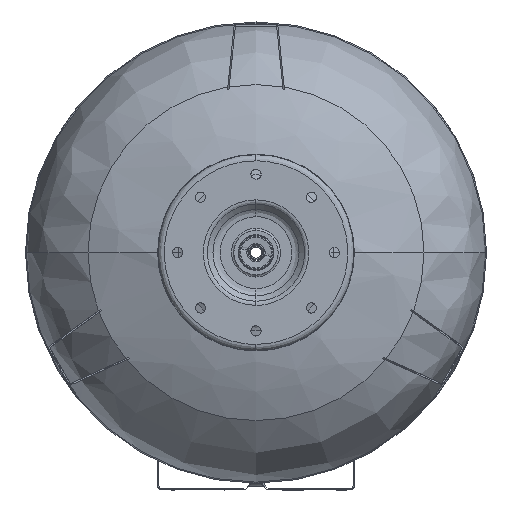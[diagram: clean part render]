
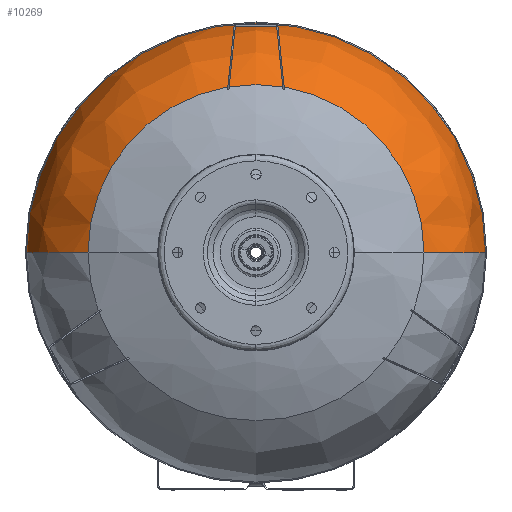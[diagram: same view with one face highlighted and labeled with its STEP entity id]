
A CAD part, front view. The second image highlights one B-rep face of the part: STEP entity #10269.
In plain terms, the highlighted free-form (B-spline) face has degree [3, 3] with [4, 4] control points.
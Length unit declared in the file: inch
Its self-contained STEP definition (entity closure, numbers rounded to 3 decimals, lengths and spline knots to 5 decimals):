
#166 = DIRECTION ( 'NONE',  ( 0., 0., 1. ) ) ;
#180 = CARTESIAN_POINT ( 'NONE',  ( -9.07759, -19.37008, 0. ) ) ;
#190 = DIRECTION ( 'NONE',  ( 0., 1., 0. ) ) ;
#371 = CARTESIAN_POINT ( 'NONE',  ( 12.40157, -13.91287, 24.80315 ) ) ;
#487 = ORIENTED_EDGE ( 'NONE', *, *, #602, .T. ) ;
#602 = EDGE_CURVE ( 'NONE', #813, #3321, #10847, .T. ) ;
#813 = VERTEX_POINT ( 'NONE', #14802 ) ;
#927 = CARTESIAN_POINT ( 'NONE',  ( 6.25984, -13.91287, 0. ) ) ;
#1382 = CARTESIAN_POINT ( 'NONE',  ( -12.40157, -13.91287, 24.80315 ) ) ;
#1667 = CARTESIAN_POINT ( 'NONE',  ( 9.07759, -19.37008, 18.15519 ) ) ;
#1761 = CARTESIAN_POINT ( 'NONE',  ( -12.40157, -16.2724, 24.80315 ) ) ;
#3321 = VERTEX_POINT ( 'NONE', #15972 ) ;
#3723 = EDGE_CURVE ( 'NONE', #9533, #17050, #14606, .T. ) ;
#3931 = ORIENTED_EDGE ( 'NONE', *, *, #13771, .T. ) ;
#4150 = DIRECTION ( 'NONE',  ( 0., 1., 0. ) ) ;
#4362 = DIRECTION ( 'NONE',  ( 0., 0., 1. ) ) ;
#4441 = CARTESIAN_POINT ( 'NONE',  ( 11.17415, -18.28755, 22.3483 ) ) ;
#5639 = CARTESIAN_POINT ( 'NONE',  ( -11.17415, -18.28755, 22.3483 ) ) ;
#5727 = CARTESIAN_POINT ( 'NONE',  ( -9.07759, -19.37008, 18.15519 ) ) ;
#5823 = AXIS2_PLACEMENT_3D ( 'NONE', #15271, #4362, #8345 ) ;
#5920 = FACE_OUTER_BOUND ( 'NONE', #16740, .T. ) ;
#6010 = CARTESIAN_POINT ( 'NONE',  ( 12.40157, -16.2724, 24.80315 ) ) ;
#6365 = CARTESIAN_POINT ( 'NONE',  ( 0., -19.37008, 0. ) ) ;
#6921 = AXIS2_PLACEMENT_3D ( 'NONE', #17568, #190, #11480 ) ;
#7026 = CARTESIAN_POINT ( 'NONE',  ( 12.40157, -13.91287, 0. ) ) ;
#7221 = CIRCLE ( 'NONE', #6921, 12.40157 ) ;
#7239 = ORIENTED_EDGE ( 'NONE', *, *, #9830, .F. ) ;
#7310 = CARTESIAN_POINT ( 'NONE',  ( 9.07759, -19.37008, 0. ) ) ;
#7724 = ORIENTED_EDGE ( 'NONE', *, *, #3723, .F. ) ;
#8345 = DIRECTION ( 'NONE',  ( -1., 0., 0. ) ) ;
#8566 = ORIENTED_EDGE ( 'NONE', *, *, #15846, .F. ) ;
#9533 = VERTEX_POINT ( 'NONE', #11388 ) ;
#9830 = EDGE_CURVE ( 'NONE', #813, #17166, #14113, .T. ) ;
#10180 = CARTESIAN_POINT ( 'NONE',  ( -11.17415, -18.28755, 0. ) ) ;
#10269 = ADVANCED_FACE ( 'NONE', ( #5920 ), #11838, .T. ) ;
#10646 = DIRECTION ( 'NONE',  ( 0., 0., -1. ) ) ;
#10847 = CIRCLE ( 'NONE', #5823, 6.14173 ) ;
#11388 = CARTESIAN_POINT ( 'NONE',  ( 12.40157, -13.91287, 0. ) ) ;
#11480 = DIRECTION ( 'NONE',  ( 0., 0., 1. ) ) ;
#11659 = CARTESIAN_POINT ( 'NONE',  ( 12.40157, -16.2724, 0. ) ) ;
#11838 =( BOUNDED_SURFACE ( )  B_SPLINE_SURFACE ( 3, 3, ( 
 ( #13049, #1382, #371, #7026 ),
 ( #17118, #1761, #6010, #11659 ),
 ( #10180, #5639, #4441, #12673 ),
 ( #180, #5727, #1667, #7310 ) ),
 .UNSPECIFIED., .F., .F., .F. ) 
 B_SPLINE_SURFACE_WITH_KNOTS ( ( 4, 4 ),
 ( 4, 4 ),
 ( 0., 1. ),
 ( 0., 1. ),
 .UNSPECIFIED. ) 
 GEOMETRIC_REPRESENTATION_ITEM ( )  RATIONAL_B_SPLINE_SURFACE ( (
 ( 1., 0.333, 0.333, 1.),
 ( 0.903, 0.301, 0.301, 0.903),
 ( 0.903, 0.301, 0.301, 0.903),
 ( 1., 0.333, 0.333, 1.) ) ) 
 REPRESENTATION_ITEM ( '' )  SURFACE ( )  );
#12014 = DIRECTION ( 'NONE',  ( 0., 1., 0. ) ) ;
#12673 = CARTESIAN_POINT ( 'NONE',  ( 11.17415, -18.28755, 0. ) ) ;
#13049 = CARTESIAN_POINT ( 'NONE',  ( -12.40157, -13.91287, 0. ) ) ;
#13600 = DIRECTION ( 'NONE',  ( 1., 0., 0. ) ) ;
#13739 = AXIS2_PLACEMENT_3D ( 'NONE', #6365, #12014, #17658 ) ;
#13771 = EDGE_CURVE ( 'NONE', #3321, #17050, #14621, .T. ) ;
#14113 = CIRCLE ( 'NONE', #16478, 12.40157 ) ;
#14606 = CIRCLE ( 'NONE', #16367, 6.14173 ) ;
#14621 = CIRCLE ( 'NONE', #13739, 9.07759 ) ;
#14802 = CARTESIAN_POINT ( 'NONE',  ( -12.40157, -13.91287, 0. ) ) ;
#15271 = CARTESIAN_POINT ( 'NONE',  ( -6.25984, -13.91287, 0. ) ) ;
#15846 = EDGE_CURVE ( 'NONE', #17166, #9533, #7221, .T. ) ;
#15972 = CARTESIAN_POINT ( 'NONE',  ( -9.07759, -19.37008, 0. ) ) ;
#16367 = AXIS2_PLACEMENT_3D ( 'NONE', #927, #10646, #13600 ) ;
#16478 = AXIS2_PLACEMENT_3D ( 'NONE', #18208, #4150, #166 ) ;
#16740 = EDGE_LOOP ( 'NONE', ( #7724, #8566, #7239, #487, #3931 ) ) ;
#16747 = CARTESIAN_POINT ( 'NONE',  ( 9.07759, -19.37008, 0. ) ) ;
#17050 = VERTEX_POINT ( 'NONE', #16747 ) ;
#17118 = CARTESIAN_POINT ( 'NONE',  ( -12.40157, -16.2724, 0. ) ) ;
#17166 = VERTEX_POINT ( 'NONE', #17760 ) ;
#17568 = CARTESIAN_POINT ( 'NONE',  ( 0., -13.91287, 0. ) ) ;
#17658 = DIRECTION ( 'NONE',  ( -1., 0., 0. ) ) ;
#17760 = CARTESIAN_POINT ( 'NONE',  ( 0., -13.91287, 12.40157 ) ) ;
#18208 = CARTESIAN_POINT ( 'NONE',  ( 0., -13.91287, 0. ) ) ;
